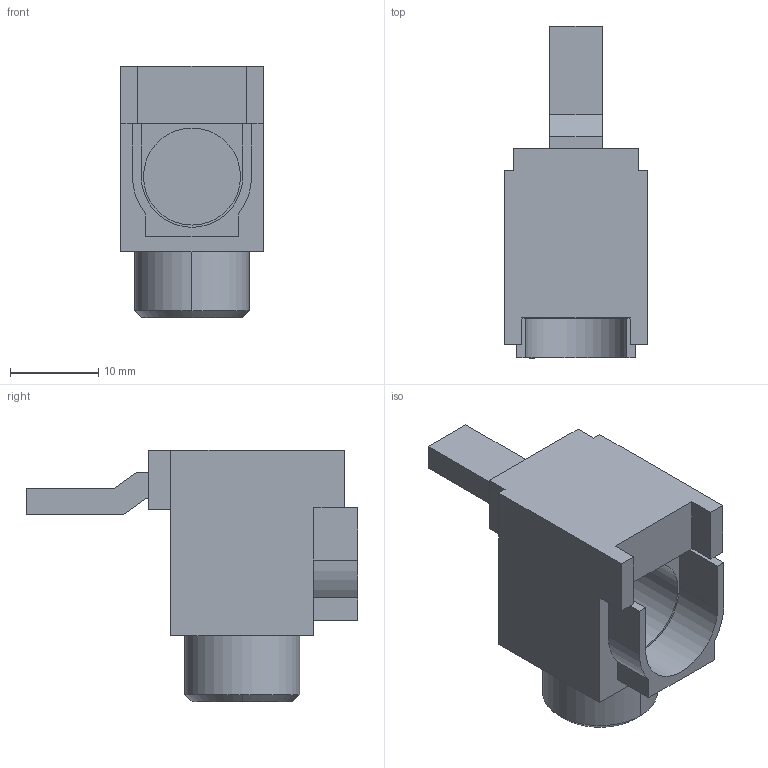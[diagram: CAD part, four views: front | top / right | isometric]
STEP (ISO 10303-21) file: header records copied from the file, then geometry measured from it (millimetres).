
FILE_DESCRIPTION (( 'STEP AP203' ), '1' );
FILE_NAME ('GMCB-BB1P-PTB.step', '2024-07-29T20:22:49', ( '' ), ( '' ), 'SwSTEP 2.0', 'SolidWorks 2023', '' );
FILE_SCHEMA (( 'CONFIG_CONTROL_DESIGN' ));
Length unit declared in the file: inch
Products named in the file (1): GMCB-BB1P-PTB
Bounding box: 16.2 x 37.6 x 28.5 mm (x, y, z)
Volume: 5776 mm3; surface area: 3592.7 mm2
Topology: 1 solids, 1 shells, 65 faces, 170 edges, 112 vertices
Faces by surface type: plane 54, cylinder 9, cone 2
Entity records: 2053 total; most frequent: CARTESIAN_POINT 348, ORIENTED_EDGE 340, DIRECTION 324, EDGE_CURVE 170, VECTOR 148, LINE 148, VERTEX_POINT 112, AXIS2_PLACEMENT_3D 88
